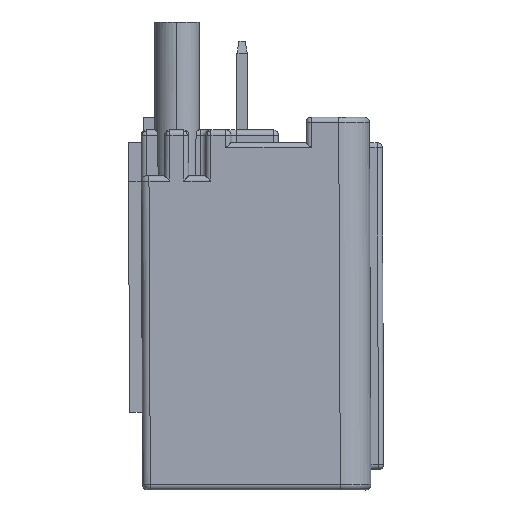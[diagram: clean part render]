
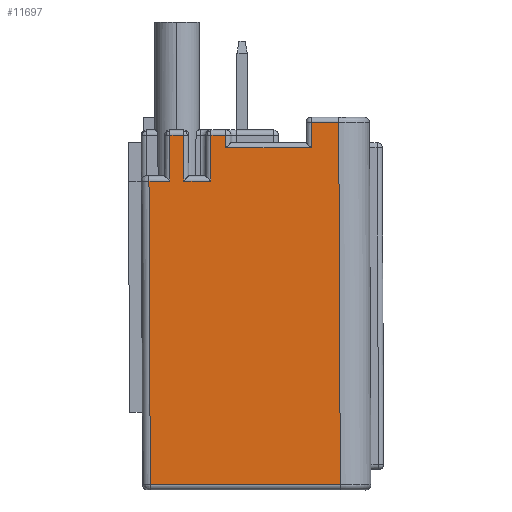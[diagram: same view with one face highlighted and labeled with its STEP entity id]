
A CAD part, left-side view. The second image highlights one B-rep face of the part: STEP entity #11697.
In plain terms, the highlighted planar face has unit normal (-1, 0, 0.004).
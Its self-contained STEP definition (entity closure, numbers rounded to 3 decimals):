
#1739=DIRECTION('',(-0.004,-0.004,-1.));
#1740=VECTOR('',#1739,11.9);
#1741=CARTESIAN_POINT('',(-24.334,6.596,1.601));
#1742=LINE('',#1741,#1740);
#1743=DIRECTION('',(-0.004,0.004,-1.));
#1744=VECTOR('',#1743,1.8);
#1745=CARTESIAN_POINT('',(-24.326,5.777,3.401));
#1746=LINE('',#1745,#1744);
#1747=DIRECTION('',(0.004,0.004,1.));
#1748=VECTOR('',#1747,1.8);
#1749=CARTESIAN_POINT('',(-24.334,5.236,1.601));
#1750=LINE('',#1749,#1748);
#1751=DIRECTION('',(-0.004,0.004,-1.));
#1752=VECTOR('',#1751,1.8);
#1753=CARTESIAN_POINT('',(-24.326,4.171,3.401));
#1754=LINE('',#1753,#1752);
#1755=DIRECTION('',(0.004,0.004,1.));
#1756=VECTOR('',#1755,14.2);
#1757=CARTESIAN_POINT('',(-24.386,-0.898,
-10.299));
#1758=LINE('',#1757,#1756);
#1759=DIRECTION('',(0.,1.,0.));
#1760=VECTOR('',#1759,7.442);
#1761=CARTESIAN_POINT('',(-24.386,-0.898,
-10.299));
#1762=LINE('',#1761,#1760);
#2516=DIRECTION('',(0.,-1.,0.));
#2517=VECTOR('',#2516,1.076);
#2518=CARTESIAN_POINT('',(-24.324,0.24,
3.901));
#2519=LINE('',#2518,#2517);
#2586=DIRECTION('',(0.004,-0.004,1.));
#2587=VECTOR('',#2586,1.);
#2588=CARTESIAN_POINT('',(-24.328,0.244,
2.901));
#2589=LINE('',#2588,#2587);
#2600=DIRECTION('',(0.,-1.,0.));
#2601=VECTOR('',#2600,3.34);
#2602=CARTESIAN_POINT('',(-24.328,3.584,2.901));
#2603=LINE('',#2602,#2601);
#2622=DIRECTION('',(-0.004,-0.003,-1.));
#2623=VECTOR('',#2622,0.5);
#2624=CARTESIAN_POINT('',(-24.326,3.586,3.401));
#2625=LINE('',#2624,#2623);
#2677=DIRECTION('',(0.,-1.,0.));
#2678=VECTOR('',#2677,0.585);
#2679=CARTESIAN_POINT('',(-24.326,4.171,3.401));
#2680=LINE('',#2679,#2678);
#3056=DIRECTION('',(0.,-1.,0.));
#3057=VECTOR('',#3056,1.057);
#3058=CARTESIAN_POINT('',(-24.334,5.236,1.601));
#3059=LINE('',#3058,#3057);
#3258=DIRECTION('',(0.,-1.,0.));
#3259=VECTOR('',#3258,0.533);
#3260=CARTESIAN_POINT('',(-24.326,5.777,3.401));
#3261=LINE('',#3260,#3259);
#3392=DIRECTION('',(0.,-1.,0.));
#3393=VECTOR('',#3392,0.811);
#3394=CARTESIAN_POINT('',(-24.334,6.596,1.601));
#3395=LINE('',#3394,#3393);
#3405=CARTESIAN_POINT('',(-24.334,5.785,1.601));
#8038=CARTESIAN_POINT('',(-24.334,6.596,1.601));
#8040=VERTEX_POINT('',#8038);
#8043=VERTEX_POINT('',#3405);
#8387=CARTESIAN_POINT('',(-24.326,3.586,3.401));
#8389=VERTEX_POINT('',#8387);
#8390=CARTESIAN_POINT('',(-24.326,4.171,3.401));
#8391=VERTEX_POINT('',#8390);
#8463=CARTESIAN_POINT('',(-24.386,-0.898,
-10.299));
#8464=CARTESIAN_POINT('',(-24.324,-0.836,
3.901));
#8465=VERTEX_POINT('',#8463);
#8466=VERTEX_POINT('',#8464);
#8734=CARTESIAN_POINT('',(-24.326,5.777,3.401));
#8735=VERTEX_POINT('',#8734);
#8914=CARTESIAN_POINT('',(-24.326,5.244,3.401));
#8915=VERTEX_POINT('',#8914);
#8954=CARTESIAN_POINT('',(-24.324,0.24,
3.901));
#8955=VERTEX_POINT('',#8954);
#9026=CARTESIAN_POINT('',(-24.386,6.544,
-10.299));
#9027=VERTEX_POINT('',#9026);
#9028=CARTESIAN_POINT('',(-24.334,5.236,1.601));
#9029=VERTEX_POINT('',#9028);
#9030=CARTESIAN_POINT('',(-24.334,4.179,1.601));
#9031=VERTEX_POINT('',#9030);
#9032=CARTESIAN_POINT('',(-24.328,3.584,2.901));
#9033=VERTEX_POINT('',#9032);
#9034=CARTESIAN_POINT('',(-24.328,0.244,
2.901));
#9035=VERTEX_POINT('',#9034);
#11663=CARTESIAN_POINT('',(-24.384,0.032,-9.9));
#11664=DIRECTION('',(-1.,0.,0.004));
#11665=DIRECTION('',(0.,1.,0.));
#11666=AXIS2_PLACEMENT_3D('',#11663,#11664,#11665);
#11667=PLANE('',#11666);
#11669=ORIENTED_EDGE('',*,*,#11668,.T.);
#11671=ORIENTED_EDGE('',*,*,#11670,.F.);
#11673=ORIENTED_EDGE('',*,*,#11672,.T.);
#11675=ORIENTED_EDGE('',*,*,#11674,.F.);
#11677=ORIENTED_EDGE('',*,*,#11676,.T.);
#11679=ORIENTED_EDGE('',*,*,#11678,.F.);
#11681=ORIENTED_EDGE('',*,*,#11680,.T.);
#11683=ORIENTED_EDGE('',*,*,#11682,.F.);
#11685=ORIENTED_EDGE('',*,*,#11684,.T.);
#11687=ORIENTED_EDGE('',*,*,#11686,.T.);
#11689=ORIENTED_EDGE('',*,*,#11688,.T.);
#11691=ORIENTED_EDGE('',*,*,#11690,.T.);
#11693=ORIENTED_EDGE('',*,*,#11692,.T.);
#11694=ORIENTED_EDGE('',*,*,#11654,.F.);
#11695=EDGE_LOOP('',(#11669,#11671,#11673,#11675,#11677,#11679,#11681,#11683,
#11685,#11687,#11689,#11691,#11693,#11694));
#11696=FACE_OUTER_BOUND('',#11695,.F.);
#11697=ADVANCED_FACE('',(#11696),#11667,.T.);
#11654=EDGE_CURVE('',#8465,#8466,#1758,.T.);
#11668=EDGE_CURVE('',#8465,#9027,#1762,.T.);
#11670=EDGE_CURVE('',#8040,#9027,#1742,.T.);
#11672=EDGE_CURVE('',#8040,#8043,#3395,.T.);
#11674=EDGE_CURVE('',#8735,#8043,#1746,.T.);
#11676=EDGE_CURVE('',#8735,#8915,#3261,.T.);
#11678=EDGE_CURVE('',#9029,#8915,#1750,.T.);
#11680=EDGE_CURVE('',#9029,#9031,#3059,.T.);
#11682=EDGE_CURVE('',#8391,#9031,#1754,.T.);
#11684=EDGE_CURVE('',#8391,#8389,#2680,.T.);
#11686=EDGE_CURVE('',#8389,#9033,#2625,.T.);
#11688=EDGE_CURVE('',#9033,#9035,#2603,.T.);
#11690=EDGE_CURVE('',#9035,#8955,#2589,.T.);
#11692=EDGE_CURVE('',#8955,#8466,#2519,.T.);
